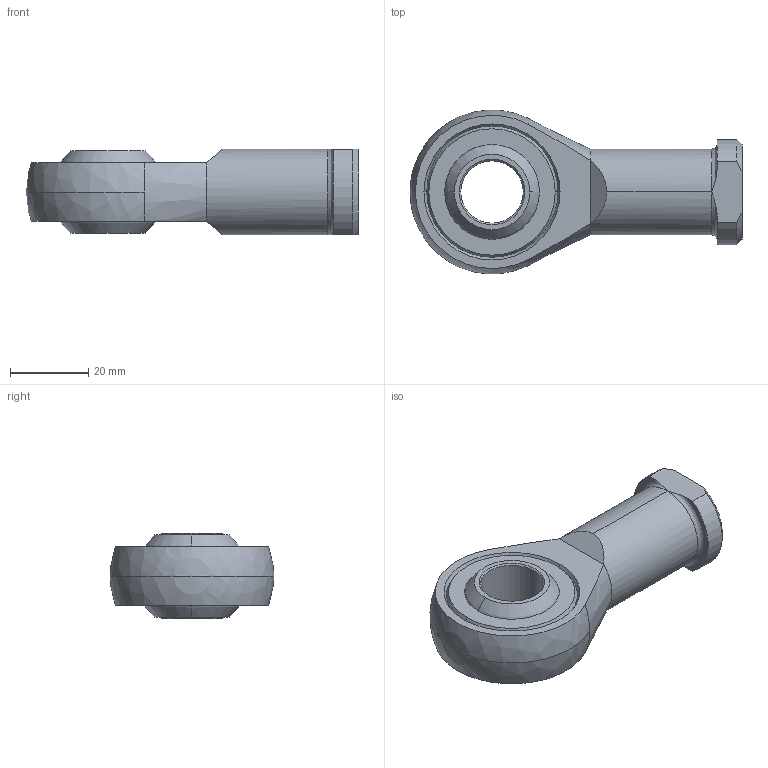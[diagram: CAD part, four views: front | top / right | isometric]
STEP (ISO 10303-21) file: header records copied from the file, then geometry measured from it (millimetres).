
FILE_DESCRIPTION(('STEP AP214'),'1');
FILE_NAME('gisw16.stp','2022-07-07T15:47:37',('TraceParts'),('TraceParts S.A.'),'Spatial InterOp 3D',' ',' ');
FILE_SCHEMA(('AUTOMOTIVE_DESIGN { 1 0 10303 214 1 1 1 1 }'));
Length unit declared in the file: millimetre
Products named in the file (1): gisw16_1
Bounding box: 85 x 41.95 x 22 mm (x, y, z)
Volume: 28938.1 mm3; surface area: 13499 mm2
Topology: 2 solids, 2 shells, 55 faces, 124 edges, 74 vertices
Faces by surface type: cone 20, plane 15, sphere 10, cylinder 8, torus 2
Entity records: 2040 total; most frequent: CARTESIAN_POINT 323, DIRECTION 296, ORIENTED_EDGE 240, AXIS2_PLACEMENT_3D 131, EDGE_CURVE 120, VERTEX_POINT 74, CIRCLE 70, EDGE_LOOP 64
